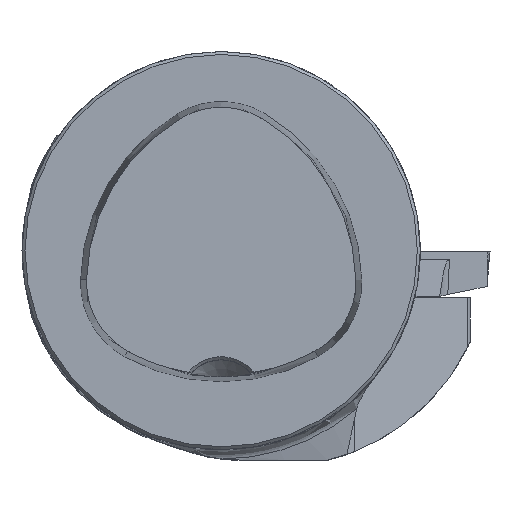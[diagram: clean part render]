
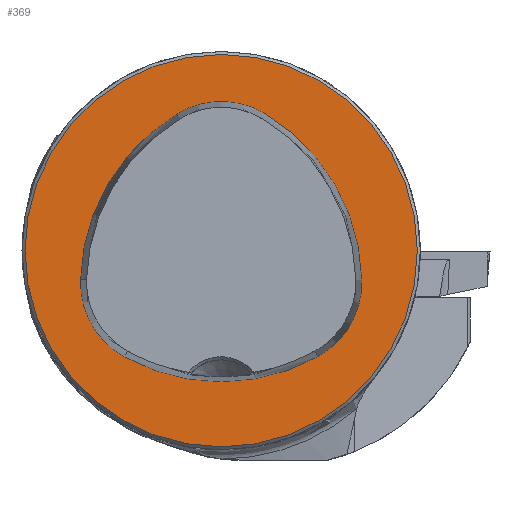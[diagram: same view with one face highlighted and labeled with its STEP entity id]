
A CAD part, top view. The second image highlights one B-rep face of the part: STEP entity #369.
In plain terms, the highlighted planar face has unit normal (0, 0, 1).
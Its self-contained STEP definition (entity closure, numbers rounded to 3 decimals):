
#122=FACE_BOUND('',#703,.T.);
#123=FACE_BOUND('',#704,.T.);
#310=CIRCLE('',#2596,20.063);
#312=CIRCLE('',#2599,20.063);
#313=CIRCLE('',#2600,8.563);
#314=CIRCLE('',#2601,8.563);
#315=CIRCLE('',#2602,20.063);
#316=CIRCLE('',#2603,8.563);
#317=CIRCLE('',#2604,19.7);
#369=ADVANCED_FACE('CU_FL_N1_SU_1',(#122,#123),#500,.T.);
#500=PLANE('',#2605);
#703=EDGE_LOOP('',(#1288,#1289,#1290,#1291,#1292,#1293));
#704=EDGE_LOOP('',(#1294));
#1288=ORIENTED_EDGE('',*,*,#2198,.F.);
#1289=ORIENTED_EDGE('',*,*,#2199,.F.);
#1290=ORIENTED_EDGE('',*,*,#2191,.F.);
#1291=ORIENTED_EDGE('',*,*,#2200,.F.);
#1292=ORIENTED_EDGE('',*,*,#2201,.F.);
#1293=ORIENTED_EDGE('',*,*,#2202,.F.);
#1294=ORIENTED_EDGE('',*,*,#2203,.T.);
#1946=VERTEX_POINT('',#4049);
#1947=VERTEX_POINT('',#4051);
#1953=VERTEX_POINT('',#4083);
#1954=VERTEX_POINT('',#4084);
#1955=VERTEX_POINT('',#4087);
#1956=VERTEX_POINT('',#4089);
#1957=VERTEX_POINT('',#4092);
#2191=EDGE_CURVE('',#1946,#1947,#310,.T.);
#2198=EDGE_CURVE('',#1953,#1954,#312,.T.);
#2199=EDGE_CURVE('',#1947,#1953,#313,.T.);
#2200=EDGE_CURVE('',#1955,#1946,#314,.T.);
#2201=EDGE_CURVE('',#1956,#1955,#315,.T.);
#2202=EDGE_CURVE('',#1954,#1956,#316,.T.);
#2203=EDGE_CURVE('',#1957,#1957,#317,.T.);
#2596=AXIS2_PLACEMENT_3D('',#4050,#2935,#2936);
#2599=AXIS2_PLACEMENT_3D('',#4082,#2942,#2943);
#2600=AXIS2_PLACEMENT_3D('',#4085,#2944,#2945);
#2601=AXIS2_PLACEMENT_3D('',#4086,#2946,#2947);
#2602=AXIS2_PLACEMENT_3D('',#4088,#2948,#2949);
#2603=AXIS2_PLACEMENT_3D('',#4090,#2950,#2951);
#2604=AXIS2_PLACEMENT_3D('',#4091,#2952,#2953);
#2605=AXIS2_PLACEMENT_3D('',#4093,#2954,#2955);
#2935=DIRECTION('',(0.,0.,1.));
#2936=DIRECTION('',(-1.,0.,0.));
#2942=DIRECTION('',(0.,0.,1.));
#2943=DIRECTION('',(-1.,0.,0.));
#2944=DIRECTION('',(0.,0.,1.));
#2945=DIRECTION('',(-1.,0.,0.));
#2946=DIRECTION('',(0.,0.,1.));
#2947=DIRECTION('',(-1.,0.,0.));
#2948=DIRECTION('',(0.,0.,1.));
#2949=DIRECTION('',(-1.,0.,0.));
#2950=DIRECTION('',(0.,0.,1.));
#2951=DIRECTION('',(-1.,0.,0.));
#2952=DIRECTION('',(0.,0.,1.));
#2953=DIRECTION('',(-1.,0.,0.));
#2954=DIRECTION('',(0.,0.,1.));
#2955=DIRECTION('',(-1.,0.,0.));
#4049=CARTESIAN_POINT('',(-9.704,-10.66,0.));
#4050=CARTESIAN_POINT('',(0.,6.9,0.));
#4051=CARTESIAN_POINT('',(9.704,-10.66,0.));
#4082=CARTESIAN_POINT('',(-5.934,-3.451,0.));
#4083=CARTESIAN_POINT('',(14.123,-2.953,0.));
#4084=CARTESIAN_POINT('',(4.418,13.735,0.));
#4085=CARTESIAN_POINT('',(5.562,-3.165,0.));
#4086=CARTESIAN_POINT('',(-5.562,-3.165,0.));
#4087=CARTESIAN_POINT('',(-14.123,-2.953,0.));
#4088=CARTESIAN_POINT('',(5.934,-3.451,0.));
#4089=CARTESIAN_POINT('',(-4.418,13.735,0.));
#4090=CARTESIAN_POINT('',(0.,6.4,0.));
#4091=CARTESIAN_POINT('',(0.,0.,0.));
#4092=CARTESIAN_POINT('',(-19.7,0.,0.));
#4093=CARTESIAN_POINT('',(0.,0.,0.));
